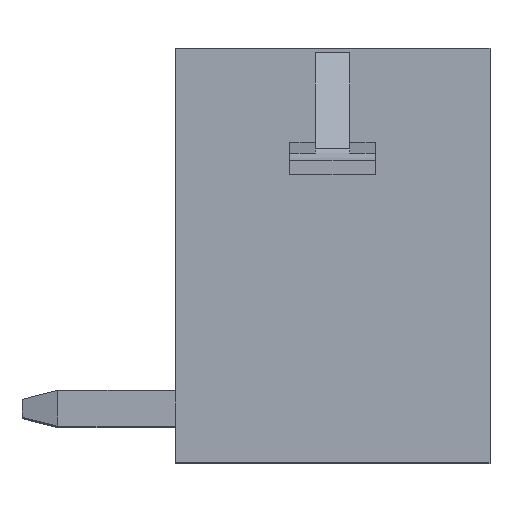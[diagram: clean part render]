
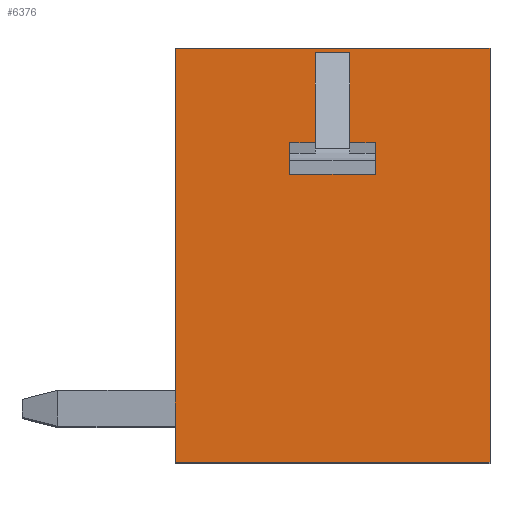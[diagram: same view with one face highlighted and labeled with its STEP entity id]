
A CAD part, top view. The second image highlights one B-rep face of the part: STEP entity #6376.
In plain terms, the highlighted planar face has unit normal (0, 0, 1).
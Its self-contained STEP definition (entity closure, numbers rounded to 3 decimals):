
#1230=DIRECTION('',(1.,0.,0.));
#1231=VECTOR('',#1230,7.);
#1232=CARTESIAN_POINT('',(-3.6,-3.853,0.));
#1233=LINE('',#1232,#1231);
#1234=DIRECTION('',(0.,-1.,0.));
#1235=VECTOR('',#1234,9.2);
#1236=CARTESIAN_POINT('',(-3.6,5.347,0.));
#1237=LINE('',#1236,#1235);
#1238=DIRECTION('',(-1.,0.,0.));
#1239=VECTOR('',#1238,7.);
#1240=CARTESIAN_POINT('',(3.4,5.347,0.));
#1241=LINE('',#1240,#1239);
#1242=DIRECTION('',(0.,1.,0.));
#1243=VECTOR('',#1242,9.2);
#1244=CARTESIAN_POINT('',(3.4,-3.853,0.));
#1245=LINE('',#1244,#1243);
#1246=DIRECTION('',(0.,1.,0.));
#1247=VECTOR('',#1246,0.495);
#1248=CARTESIAN_POINT('',(0.85,2.747,0.));
#1249=LINE('',#1248,#1247);
#1250=DIRECTION('',(-1.,0.,0.));
#1251=VECTOR('',#1250,0.76);
#1252=CARTESIAN_POINT('',(0.28,5.244,0.));
#1253=LINE('',#1252,#1251);
#1254=DIRECTION('',(1.,0.,0.));
#1255=VECTOR('',#1254,0.57);
#1256=CARTESIAN_POINT('',(-1.05,3.242,0.));
#1257=LINE('',#1256,#1255);
#1258=DIRECTION('',(0.,1.,0.));
#1259=VECTOR('',#1258,0.495);
#1260=CARTESIAN_POINT('',(-1.05,2.747,0.));
#1261=LINE('',#1260,#1259);
#1262=DIRECTION('',(-1.,0.,0.));
#1263=VECTOR('',#1262,1.9);
#1264=CARTESIAN_POINT('',(0.85,2.747,0.));
#1265=LINE('',#1264,#1263);
#1287=DIRECTION('',(-1.,0.,0.));
#1288=VECTOR('',#1287,0.57);
#1289=CARTESIAN_POINT('',(0.85,3.242,0.));
#1290=LINE('',#1289,#1288);
#1291=DIRECTION('',(0.,-1.,0.));
#1292=VECTOR('',#1291,2.002);
#1293=CARTESIAN_POINT('',(0.28,5.244,0.));
#1294=LINE('',#1293,#1292);
#1358=DIRECTION('',(0.,1.,0.));
#1359=VECTOR('',#1358,2.002);
#1360=CARTESIAN_POINT('',(-0.48,3.242,0.));
#1361=LINE('',#1360,#1359);
#3945=CARTESIAN_POINT('',(-3.6,-3.853,0.));
#3946=CARTESIAN_POINT('',(3.4,-3.853,0.));
#3947=VERTEX_POINT('',#3945);
#3948=VERTEX_POINT('',#3946);
#3949=CARTESIAN_POINT('',(3.4,5.347,0.));
#3950=VERTEX_POINT('',#3949);
#3951=CARTESIAN_POINT('',(-3.6,5.347,0.));
#3952=VERTEX_POINT('',#3951);
#4908=CARTESIAN_POINT('',(0.85,2.747,0.));
#4909=VERTEX_POINT('',#4908);
#4910=CARTESIAN_POINT('',(-1.05,2.747,0.));
#4911=VERTEX_POINT('',#4910);
#4913=CARTESIAN_POINT('',(-0.48,3.242,0.));
#4915=VERTEX_POINT('',#4913);
#4916=CARTESIAN_POINT('',(-0.48,5.244,0.));
#4917=VERTEX_POINT('',#4916);
#4918=CARTESIAN_POINT('',(-1.05,3.242,0.));
#4919=VERTEX_POINT('',#4918);
#4924=CARTESIAN_POINT('',(0.28,5.244,0.));
#4925=CARTESIAN_POINT('',(0.28,3.242,0.));
#4926=VERTEX_POINT('',#4924);
#4927=VERTEX_POINT('',#4925);
#4930=CARTESIAN_POINT('',(0.85,3.242,0.));
#4931=VERTEX_POINT('',#4930);
#6347=CARTESIAN_POINT('',(0.,0.,0.));
#6348=DIRECTION('',(0.,0.,1.));
#6349=DIRECTION('',(1.,0.,0.));
#6350=AXIS2_PLACEMENT_3D('',#6347,#6348,#6349);
#6351=PLANE('',#6350);
#6352=ORIENTED_EDGE('',*,*,#6002,.F.);
#6353=ORIENTED_EDGE('',*,*,#5839,.F.);
#6354=ORIENTED_EDGE('',*,*,#5482,.F.);
#6355=ORIENTED_EDGE('',*,*,#6100,.F.);
#6356=EDGE_LOOP('',(#6352,#6353,#6354,#6355));
#6357=FACE_OUTER_BOUND('',#6356,.F.);
#6359=ORIENTED_EDGE('',*,*,#6358,.T.);
#6361=ORIENTED_EDGE('',*,*,#6360,.T.);
#6363=ORIENTED_EDGE('',*,*,#6362,.F.);
#6365=ORIENTED_EDGE('',*,*,#6364,.T.);
#6367=ORIENTED_EDGE('',*,*,#6366,.F.);
#6369=ORIENTED_EDGE('',*,*,#6368,.F.);
#6371=ORIENTED_EDGE('',*,*,#6370,.F.);
#6373=ORIENTED_EDGE('',*,*,#6372,.F.);
#6374=EDGE_LOOP('',(#6359,#6361,#6363,#6365,#6367,#6369,#6371,#6373));
#6375=FACE_BOUND('',#6374,.F.);
#5482=EDGE_CURVE('',#3950,#3952,#1241,.T.);
#5839=EDGE_CURVE('',#3952,#3947,#1237,.T.);
#6002=EDGE_CURVE('',#3947,#3948,#1233,.T.);
#6100=EDGE_CURVE('',#3948,#3950,#1245,.T.);
#6358=EDGE_CURVE('',#4909,#4931,#1249,.T.);
#6360=EDGE_CURVE('',#4931,#4927,#1290,.T.);
#6362=EDGE_CURVE('',#4926,#4927,#1294,.T.);
#6364=EDGE_CURVE('',#4926,#4917,#1253,.T.);
#6366=EDGE_CURVE('',#4915,#4917,#1361,.T.);
#6368=EDGE_CURVE('',#4919,#4915,#1257,.T.);
#6370=EDGE_CURVE('',#4911,#4919,#1261,.T.);
#6372=EDGE_CURVE('',#4909,#4911,#1265,.T.);
#6376=ADVANCED_FACE('',(#6357,#6375),#6351,.T.);
